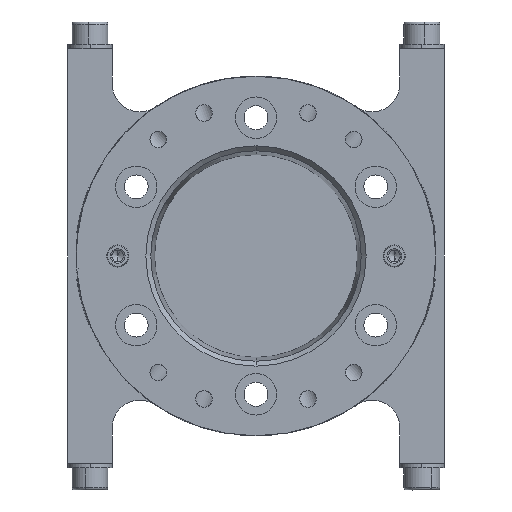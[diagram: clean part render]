
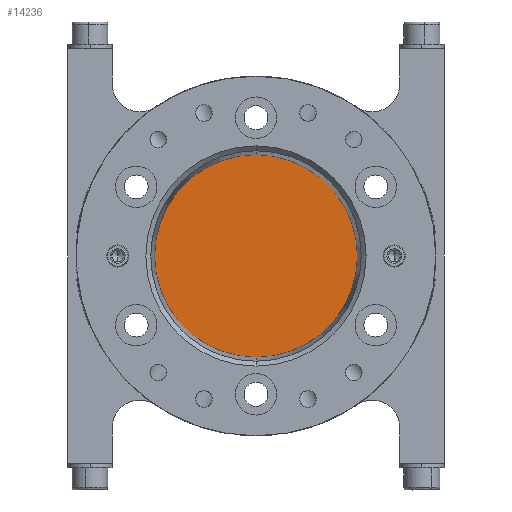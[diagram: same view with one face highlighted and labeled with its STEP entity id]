
A CAD part, front view. The second image highlights one B-rep face of the part: STEP entity #14236.
In plain terms, the highlighted planar face has unit normal (0, -1, 0).
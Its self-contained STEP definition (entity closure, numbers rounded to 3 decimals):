
#42 = DIRECTION ( 'NONE',  ( 0., 0., 1. ) ) ;
#422 = ORIENTED_EDGE ( 'NONE', *, *, #10947, .T. ) ;
#601 = ORIENTED_EDGE ( 'NONE', *, *, #16306, .T. ) ;
#1395 = DIRECTION ( 'NONE',  ( 0., 1., 0. ) ) ;
#1478 = ORIENTED_EDGE ( 'NONE', *, *, #12148, .T. ) ;
#1634 = EDGE_CURVE ( 'NONE', #21860, #6369, #10854, .T. ) ;
#1659 = CARTESIAN_POINT ( 'NONE',  ( 0., 17.65, 0. ) ) ;
#1724 = EDGE_LOOP ( 'NONE', ( #601, #422 ) ) ;
#1831 = EDGE_LOOP ( 'NONE', ( #10041, #3971 ) ) ;
#2463 = CARTESIAN_POINT ( 'NONE',  ( 0., 17.65, 44.5 ) ) ;
#2572 = FACE_BOUND ( 'NONE', #11998, .T. ) ;
#2593 = CIRCLE ( 'NONE', #14502, 1.7 ) ;
#3087 = CARTESIAN_POINT ( 'NONE',  ( 0., 17.65, 0. ) ) ;
#3210 = FACE_BOUND ( 'NONE', #1831, .T. ) ;
#3680 = VERTEX_POINT ( 'NONE', #13970 ) ;
#3857 = AXIS2_PLACEMENT_3D ( 'NONE', #10158, #24476, #12214 ) ;
#3971 = ORIENTED_EDGE ( 'NONE', *, *, #24406, .T. ) ;
#4584 = EDGE_CURVE ( 'NONE', #8202, #5313, #9467, .T. ) ;
#4604 = DIRECTION ( 'NONE',  ( 0., 1., 0. ) ) ;
#4685 = DIRECTION ( 'NONE',  ( 0., 1., 0. ) ) ;
#5152 = DIRECTION ( 'NONE',  ( 0., 0., 1. ) ) ;
#5285 = ORIENTED_EDGE ( 'NONE', *, *, #7034, .T. ) ;
#5313 = VERTEX_POINT ( 'NONE', #16987 ) ;
#5392 = ORIENTED_EDGE ( 'NONE', *, *, #1634, .T. ) ;
#5509 = EDGE_CURVE ( 'NONE', #3680, #17494, #7849, .T. ) ;
#5876 = PLANE ( 'NONE',  #8886 ) ;
#5934 = DIRECTION ( 'NONE',  ( 0., 1., 0. ) ) ;
#6008 = EDGE_CURVE ( 'NONE', #6369, #21860, #15810, .T. ) ;
#6369 = VERTEX_POINT ( 'NONE', #2463 ) ;
#6656 = CIRCLE ( 'NONE', #13883, 1.7 ) ;
#7034 = EDGE_CURVE ( 'NONE', #5313, #8202, #8115, .T. ) ;
#7849 = CIRCLE ( 'NONE', #10554, 1.7 ) ;
#7934 = DIRECTION ( 'NONE',  ( 0., 1., 0. ) ) ;
#8025 = FACE_BOUND ( 'NONE', #15474, .T. ) ;
#8061 = CIRCLE ( 'NONE', #14380, 1.7 ) ;
#8115 = CIRCLE ( 'NONE', #16719, 1.7 ) ;
#8135 = DIRECTION ( 'NONE',  ( 0., 1., 0. ) ) ;
#8202 = VERTEX_POINT ( 'NONE', #11308 ) ;
#8394 = CIRCLE ( 'NONE', #9496, 1.7 ) ;
#8469 = CARTESIAN_POINT ( 'NONE',  ( -35.799, 17.65, -14.993 ) ) ;
#8886 = AXIS2_PLACEMENT_3D ( 'NONE', #1659, #7934, #22245 ) ;
#9467 = CIRCLE ( 'NONE', #3857, 1.7 ) ;
#9496 = AXIS2_PLACEMENT_3D ( 'NONE', #18181, #5934, #20229 ) ;
#9754 = VERTEX_POINT ( 'NONE', #14304 ) ;
#9777 = DIRECTION ( 'NONE',  ( 0., 1., 0. ) ) ;
#10041 = ORIENTED_EDGE ( 'NONE', *, *, #5509, .T. ) ;
#10077 = ORIENTED_EDGE ( 'NONE', *, *, #11279, .T. ) ;
#10158 = CARTESIAN_POINT ( 'NONE',  ( 35.799, 17.65, 16.693 ) ) ;
#10554 = AXIS2_PLACEMENT_3D ( 'NONE', #13668, #1395, #15708 ) ;
#10800 = CARTESIAN_POINT ( 'NONE',  ( 16.693, 17.65, -35.799 ) ) ;
#10819 = EDGE_LOOP ( 'NONE', ( #24488, #5392 ) ) ;
#10854 = CIRCLE ( 'NONE', #17130, 44.5 ) ;
#10947 = EDGE_CURVE ( 'NONE', #25923, #23561, #8394, .T. ) ;
#11160 = ORIENTED_EDGE ( 'NONE', *, *, #4584, .T. ) ;
#11279 = EDGE_CURVE ( 'NONE', #9754, #17361, #2593, .T. ) ;
#11308 = CARTESIAN_POINT ( 'NONE',  ( 35.799, 17.65, 18.393 ) ) ;
#11998 = EDGE_LOOP ( 'NONE', ( #1478, #10077 ) ) ;
#12148 = EDGE_CURVE ( 'NONE', #17361, #9754, #22432, .T. ) ;
#12214 = DIRECTION ( 'NONE',  ( 0., 0., 1. ) ) ;
#12344 = DIRECTION ( 'NONE',  ( 0., -1., 0. ) ) ;
#12859 = DIRECTION ( 'NONE',  ( 0., 0., 1. ) ) ;
#13454 = FACE_OUTER_BOUND ( 'NONE', #10819, .T. ) ;
#13668 = CARTESIAN_POINT ( 'NONE',  ( -16.693, 17.65, 35.799 ) ) ;
#13883 = AXIS2_PLACEMENT_3D ( 'NONE', #16912, #4685, #18957 ) ;
#13970 = CARTESIAN_POINT ( 'NONE',  ( -16.693, 17.65, 37.499 ) ) ;
#14236 = ADVANCED_FACE ( 'NONE', ( #13454, #24362, #3210, #8025, #2572 ), #5876, .F. ) ;
#14304 = CARTESIAN_POINT ( 'NONE',  ( 16.693, 17.65, -37.499 ) ) ;
#14380 = AXIS2_PLACEMENT_3D ( 'NONE', #20396, #8135, #22452 ) ;
#14502 = AXIS2_PLACEMENT_3D ( 'NONE', #10800, #25125, #12859 ) ;
#14662 = CARTESIAN_POINT ( 'NONE',  ( 0., 17.65, -44.5 ) ) ;
#15246 = CARTESIAN_POINT ( 'NONE',  ( 16.693, 17.65, -34.099 ) ) ;
#15474 = EDGE_LOOP ( 'NONE', ( #11160, #5285 ) ) ;
#15708 = DIRECTION ( 'NONE',  ( 0., 0., 1. ) ) ;
#15810 = CIRCLE ( 'NONE', #26516, 44.5 ) ;
#15956 = CARTESIAN_POINT ( 'NONE',  ( -16.693, 17.65, 34.099 ) ) ;
#16306 = EDGE_CURVE ( 'NONE', #23561, #25923, #6656, .T. ) ;
#16719 = AXIS2_PLACEMENT_3D ( 'NONE', #16842, #4604, #18887 ) ;
#16842 = CARTESIAN_POINT ( 'NONE',  ( 35.799, 17.65, 16.693 ) ) ;
#16912 = CARTESIAN_POINT ( 'NONE',  ( -35.799, 17.65, -16.693 ) ) ;
#16987 = CARTESIAN_POINT ( 'NONE',  ( 35.799, 17.65, 14.993 ) ) ;
#17130 = AXIS2_PLACEMENT_3D ( 'NONE', #24605, #12344, #42 ) ;
#17361 = VERTEX_POINT ( 'NONE', #15246 ) ;
#17382 = DIRECTION ( 'NONE',  ( 0., -1., 0. ) ) ;
#17494 = VERTEX_POINT ( 'NONE', #15956 ) ;
#18181 = CARTESIAN_POINT ( 'NONE',  ( -35.799, 17.65, -16.693 ) ) ;
#18887 = DIRECTION ( 'NONE',  ( 0., 0., 1. ) ) ;
#18957 = DIRECTION ( 'NONE',  ( 0., 0., 1. ) ) ;
#20229 = DIRECTION ( 'NONE',  ( 0., 0., 1. ) ) ;
#20396 = CARTESIAN_POINT ( 'NONE',  ( -16.693, 17.65, 35.799 ) ) ;
#21686 = AXIS2_PLACEMENT_3D ( 'NONE', #22031, #9777, #24085 ) ;
#21860 = VERTEX_POINT ( 'NONE', #14662 ) ;
#22031 = CARTESIAN_POINT ( 'NONE',  ( 16.693, 17.65, -35.799 ) ) ;
#22245 = DIRECTION ( 'NONE',  ( 0., 0., 1. ) ) ;
#22399 = CARTESIAN_POINT ( 'NONE',  ( -35.799, 17.65, -18.393 ) ) ;
#22432 = CIRCLE ( 'NONE', #21686, 1.7 ) ;
#22452 = DIRECTION ( 'NONE',  ( 0., 0., 1. ) ) ;
#23561 = VERTEX_POINT ( 'NONE', #8469 ) ;
#24085 = DIRECTION ( 'NONE',  ( 0., 0., 1. ) ) ;
#24362 = FACE_BOUND ( 'NONE', #1724, .T. ) ;
#24406 = EDGE_CURVE ( 'NONE', #17494, #3680, #8061, .T. ) ;
#24476 = DIRECTION ( 'NONE',  ( 0., 1., 0. ) ) ;
#24488 = ORIENTED_EDGE ( 'NONE', *, *, #6008, .T. ) ;
#24605 = CARTESIAN_POINT ( 'NONE',  ( 0., 17.65, 0. ) ) ;
#25125 = DIRECTION ( 'NONE',  ( 0., 1., 0. ) ) ;
#25923 = VERTEX_POINT ( 'NONE', #22399 ) ;
#26516 = AXIS2_PLACEMENT_3D ( 'NONE', #3087, #17382, #5152 ) ;
